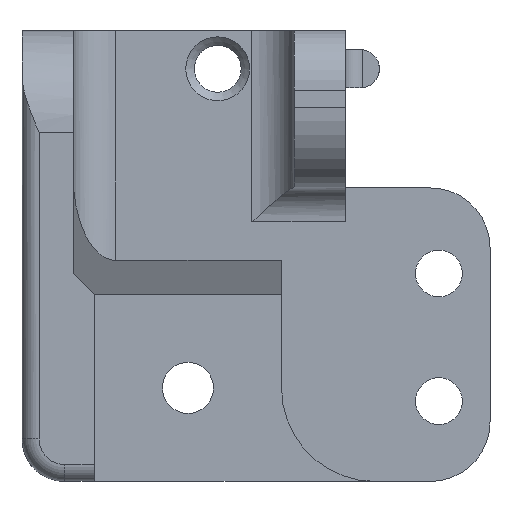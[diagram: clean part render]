
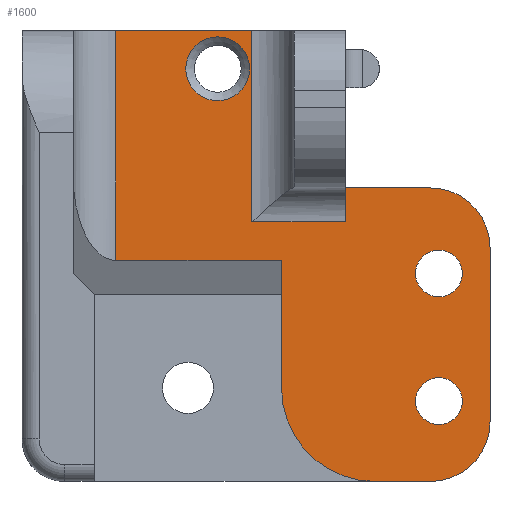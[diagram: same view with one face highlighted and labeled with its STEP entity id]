
A CAD part, left-side view. The second image highlights one B-rep face of the part: STEP entity #1600.
In plain terms, the highlighted planar face has unit normal (-1, 0, 0).
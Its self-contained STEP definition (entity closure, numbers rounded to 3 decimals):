
#40=FACE_BOUND('',#214,.T.);
#41=FACE_BOUND('',#215,.T.);
#42=FACE_BOUND('',#216,.T.);
#79=PLANE('',#1710);
#121=FACE_OUTER_BOUND('',#213,.T.);
#213=EDGE_LOOP('',(#1145,#1146,#1147,#1148,#1149,#1150,#1151,#1152,#1153,
#1154,#1155,#1156,#1157));
#214=EDGE_LOOP('',(#1158));
#215=EDGE_LOOP('',(#1159));
#216=EDGE_LOOP('',(#1160));
#313=LINE('',#2390,#444);
#330=LINE('',#2459,#461);
#337=LINE('',#2484,#468);
#338=LINE('',#2486,#469);
#339=LINE('',#2488,#470);
#340=LINE('',#2490,#471);
#341=LINE('',#2492,#472);
#342=LINE('',#2494,#473);
#343=LINE('',#2496,#474);
#344=LINE('',#2498,#475);
#444=VECTOR('',#1881,10.);
#461=VECTOR('',#1938,10.);
#468=VECTOR('',#1969,10.);
#469=VECTOR('',#1970,10.);
#470=VECTOR('',#1971,10.);
#471=VECTOR('',#1972,10.);
#472=VECTOR('',#1973,10.);
#473=VECTOR('',#1974,10.);
#474=VECTOR('',#1975,10.);
#475=VECTOR('',#1976,10.);
#581=CIRCLE('',#1692,7.);
#586=CIRCLE('',#1700,7.);
#589=CIRCLE('',#1708,3.75);
#591=CIRCLE('',#1711,11.);
#592=CIRCLE('',#1712,2.75);
#593=CIRCLE('',#1713,2.75);
#676=VERTEX_POINT('',#2387);
#677=VERTEX_POINT('',#2389);
#693=VERTEX_POINT('',#2441);
#699=VERTEX_POINT('',#2457);
#700=VERTEX_POINT('',#2461);
#703=VERTEX_POINT('',#2477);
#705=VERTEX_POINT('',#2483);
#706=VERTEX_POINT('',#2485);
#707=VERTEX_POINT('',#2487);
#708=VERTEX_POINT('',#2489);
#709=VERTEX_POINT('',#2491);
#710=VERTEX_POINT('',#2493);
#711=VERTEX_POINT('',#2495);
#712=VERTEX_POINT('',#2497);
#713=VERTEX_POINT('',#2500);
#714=VERTEX_POINT('',#2502);
#830=EDGE_CURVE('',#677,#676,#313,.T.);
#852=EDGE_CURVE('',#676,#693,#581,.T.);
#861=EDGE_CURVE('',#693,#699,#330,.T.);
#863=EDGE_CURVE('',#699,#700,#586,.T.);
#870=EDGE_CURVE('',#703,#703,#589,.T.);
#873=EDGE_CURVE('',#705,#700,#337,.T.);
#874=EDGE_CURVE('',#706,#705,#338,.T.);
#875=EDGE_CURVE('',#706,#707,#339,.T.);
#876=EDGE_CURVE('',#707,#708,#340,.T.);
#877=EDGE_CURVE('',#709,#708,#341,.T.);
#878=EDGE_CURVE('',#709,#710,#342,.T.);
#879=EDGE_CURVE('',#710,#711,#343,.T.);
#880=EDGE_CURVE('',#712,#711,#344,.T.);
#881=EDGE_CURVE('',#712,#677,#591,.T.);
#882=EDGE_CURVE('',#713,#713,#592,.T.);
#883=EDGE_CURVE('',#714,#714,#593,.T.);
#1145=ORIENTED_EDGE('',*,*,#852,.T.);
#1146=ORIENTED_EDGE('',*,*,#861,.T.);
#1147=ORIENTED_EDGE('',*,*,#863,.T.);
#1148=ORIENTED_EDGE('',*,*,#873,.F.);
#1149=ORIENTED_EDGE('',*,*,#874,.F.);
#1150=ORIENTED_EDGE('',*,*,#875,.T.);
#1151=ORIENTED_EDGE('',*,*,#876,.T.);
#1152=ORIENTED_EDGE('',*,*,#877,.F.);
#1153=ORIENTED_EDGE('',*,*,#878,.T.);
#1154=ORIENTED_EDGE('',*,*,#879,.T.);
#1155=ORIENTED_EDGE('',*,*,#880,.F.);
#1156=ORIENTED_EDGE('',*,*,#881,.T.);
#1157=ORIENTED_EDGE('',*,*,#830,.T.);
#1158=ORIENTED_EDGE('',*,*,#882,.F.);
#1159=ORIENTED_EDGE('',*,*,#883,.F.);
#1160=ORIENTED_EDGE('',*,*,#870,.T.);
#1600=ADVANCED_FACE('',(#121,#40,#41,#42),#79,.F.);
#1692=AXIS2_PLACEMENT_3D('',#2442,#1920,#1921);
#1700=AXIS2_PLACEMENT_3D('',#2463,#1942,#1943);
#1708=AXIS2_PLACEMENT_3D('',#2478,#1962,#1963);
#1710=AXIS2_PLACEMENT_3D('',#2482,#1967,#1968);
#1711=AXIS2_PLACEMENT_3D('',#2499,#1977,#1978);
#1712=AXIS2_PLACEMENT_3D('',#2501,#1979,#1980);
#1713=AXIS2_PLACEMENT_3D('',#2503,#1981,#1982);
#1881=DIRECTION('',(0.,-1.,0.));
#1920=DIRECTION('center_axis',(-1.,0.,0.));
#1921=DIRECTION('ref_axis',(0.,-0.707,-0.707));
#1938=DIRECTION('',(0.,0.,1.));
#1942=DIRECTION('center_axis',(-1.,0.,0.));
#1943=DIRECTION('ref_axis',(0.,-0.707,0.707));
#1962=DIRECTION('center_axis',(1.,0.,0.));
#1963=DIRECTION('ref_axis',(0.,1.,0.));
#1967=DIRECTION('center_axis',(1.,0.,0.));
#1968=DIRECTION('ref_axis',(0.,1.,0.));
#1969=DIRECTION('',(0.,-1.,0.));
#1970=DIRECTION('',(0.,0.,1.));
#1971=DIRECTION('',(0.,1.,0.));
#1972=DIRECTION('',(0.,0.,1.));
#1973=DIRECTION('',(0.,-1.,0.));
#1974=DIRECTION('',(0.,0.,-1.));
#1975=DIRECTION('',(0.,-1.,0.));
#1976=DIRECTION('',(0.,0.,1.));
#1977=DIRECTION('center_axis',(-1.,0.,0.));
#1978=DIRECTION('ref_axis',(0.,0.707,-0.707));
#1979=DIRECTION('center_axis',(-1.,0.,0.));
#1980=DIRECTION('ref_axis',(0.,-1.,0.));
#1981=DIRECTION('center_axis',(-1.,0.,0.));
#1982=DIRECTION('ref_axis',(0.,-1.,0.));
#2387=CARTESIAN_POINT('',(64.,-10.,0.));
#2389=CARTESIAN_POINT('',(64.,-3.5,0.));
#2390=CARTESIAN_POINT('',(64.,0.,0.));
#2441=CARTESIAN_POINT('',(64.,-17.,7.));
#2442=CARTESIAN_POINT('Origin',(64.,-10.,7.));
#2457=CARTESIAN_POINT('',(64.,-17.,27.5));
#2459=CARTESIAN_POINT('',(64.,-17.,0.));
#2461=CARTESIAN_POINT('',(64.,-10.,34.5));
#2463=CARTESIAN_POINT('Origin',(64.,-10.,27.5));
#2477=CARTESIAN_POINT('',(64.,11.25,48.5));
#2478=CARTESIAN_POINT('Origin',(64.,15.,48.5));
#2482=CARTESIAN_POINT('Origin',(64.,6.,0.));
#2483=CARTESIAN_POINT('',(64.,0.,34.5));
#2484=CARTESIAN_POINT('',(64.,0.,34.5));
#2485=CARTESIAN_POINT('',(64.,0.,30.5));
#2486=CARTESIAN_POINT('',(64.,0.,0.));
#2487=CARTESIAN_POINT('',(64.,11.,30.5));
#2488=CARTESIAN_POINT('',(64.,7.25,30.5));
#2489=CARTESIAN_POINT('',(64.,11.,53.));
#2490=CARTESIAN_POINT('',(64.,11.,0.));
#2491=CARTESIAN_POINT('',(64.,27.,53.));
#2492=CARTESIAN_POINT('',(64.,13.25,53.));
#2493=CARTESIAN_POINT('',(64.,27.,26.));
#2494=CARTESIAN_POINT('',(64.,27.,0.));
#2495=CARTESIAN_POINT('',(64.,7.5,26.));
#2496=CARTESIAN_POINT('',(64.,6.75,26.));
#2497=CARTESIAN_POINT('',(64.,7.5,11.));
#2498=CARTESIAN_POINT('',(64.,7.5,0.));
#2499=CARTESIAN_POINT('Origin',(64.,-3.5,11.));
#2500=CARTESIAN_POINT('',(64.,-8.25,24.447));
#2501=CARTESIAN_POINT('Origin',(64.,-11.,24.447));
#2502=CARTESIAN_POINT('',(64.,-8.25,9.447));
#2503=CARTESIAN_POINT('Origin',(64.,-11.,9.447));
